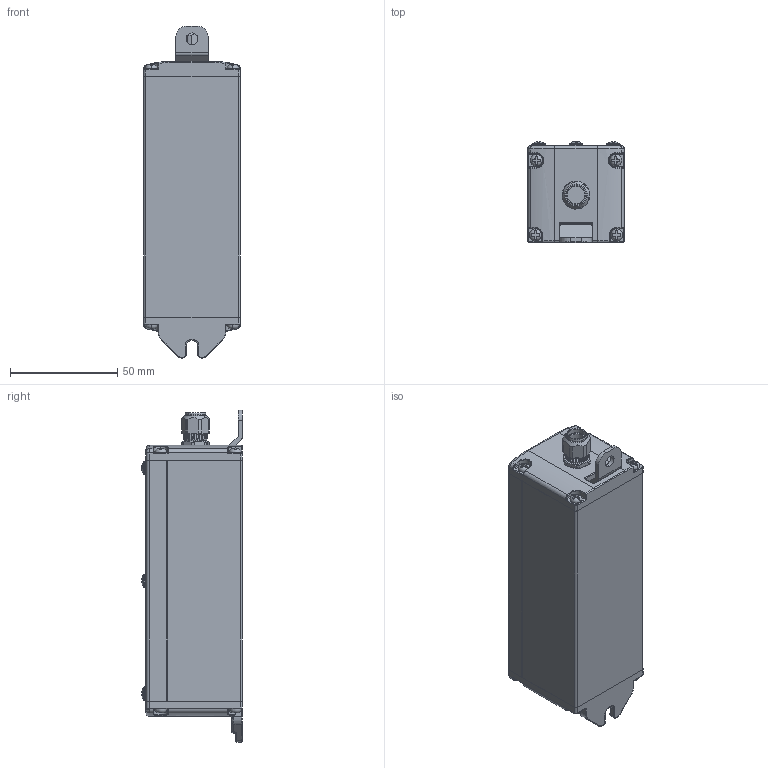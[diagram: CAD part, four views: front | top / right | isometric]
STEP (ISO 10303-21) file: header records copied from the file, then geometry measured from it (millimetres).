
FILE_DESCRIPTION (( 'STEP AP203' ), '1' );
FILE_NAME ('R4B-304-STP.step', '2025-07-23T04:44:54', ( '' ), ( '' ), 'SwSTEP 2.0', 'SolidWorks 2020', '' );
FILE_SCHEMA (( 'CONFIG_CONTROL_DESIGN' ));
Length unit declared in the file: millimetre
Products named in the file (10): SBOX(F)4545_Bracket-1; H08-0032-CL901_OA-WS10M-65／80-1; SBOX(F)4545_Main Frame_HP(非常停止1押釦1、押釦2); 十字穴付ﾅﾍﾞ小ﾈｼﾞ M3× (ｽﾃﾝﾚｽ)-1; R4B-304-STP; H08-0032-CL903_LN-WS10M-1; SBOX(F)4545_Cap_HP(B抜き勾配無し); 兽草霓彫燃轒3-1; SBOX(F)4545_Cap_HP(A抜き勾配無し); SBOX(F)4545_Lid Frame_HP(押釦3FI)
Assembly tree (19 placements, depth 2):
  R4B-304-STP
    SBOX(F)4545_Main Frame_HP(非常停止1押釦1、押釦2)
    SBOX(F)4545_Cap_HP(B抜き勾配無し)
    SBOX(F)4545_Cap_HP(A抜き勾配無し)
    SBOX(F)4545_Lid Frame_HP(押釦3FI)
    SBOX(F)4545_Bracket-1
    兽草霓彫燃轒3-1  x4
    十字穴付ﾅﾍﾞ小ﾈｼﾞ M3× (ｽﾃﾝﾚｽ)-1  x8
    H08-0032-CL901_OA-WS10M-65／80-1
    H08-0032-CL903_LN-WS10M-1
Bounding box: 45 x 46.85 x 154.5 mm (x, y, z)
Volume: 99296.6 mm3; surface area: 63451.8 mm2
Topology: 17 solids, 24 shells, 1008 faces, 2566 edges, 1603 vertices
Faces by surface type: plane 372, cylinder 349, torus 141, bspline 76, cone 58, sphere 12
Entity records: 31518 total; most frequent: CARTESIAN_POINT 11852, DIRECTION 3950, ORIENTED_EDGE 3862, EDGE_CURVE 1948, AXIS2_PLACEMENT_3D 1604, VERTEX_POINT 1209, CIRCLE 885, EDGE_LOOP 836
